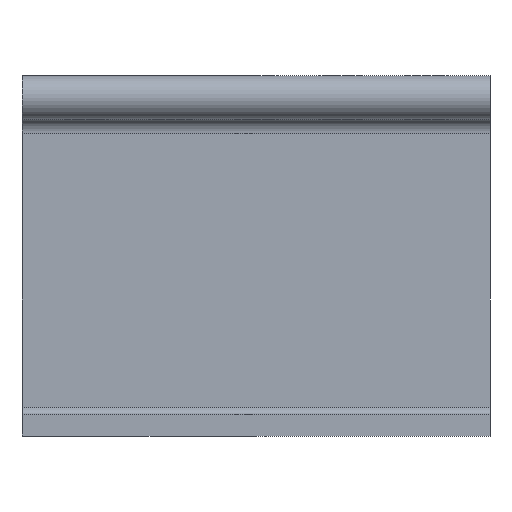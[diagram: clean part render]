
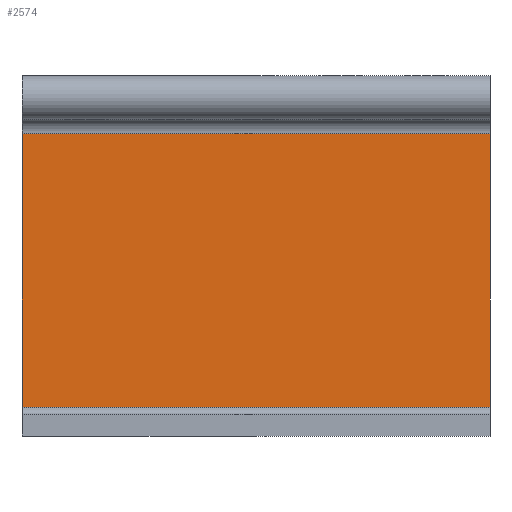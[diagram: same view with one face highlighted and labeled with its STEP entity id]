
A CAD part, left-side view. The second image highlights one B-rep face of the part: STEP entity #2574.
In plain terms, the highlighted planar face has unit normal (-1, 0, 0).
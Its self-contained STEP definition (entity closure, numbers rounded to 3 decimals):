
#115=PLANE('',#2822);
#234=FACE_OUTER_BOUND('',#380,.T.);
#380=EDGE_LOOP('',(#2257,#2258,#2259,#2260));
#615=LINE('',#4185,#867);
#635=LINE('',#4251,#887);
#653=LINE('',#4299,#905);
#655=LINE('',#4302,#907);
#867=VECTOR('',#3427,7.6);
#887=VECTOR('',#3485,7.6);
#905=VECTOR('',#3535,13.);
#907=VECTOR('',#3539,13.);
#1246=VERTEX_POINT('',#4182);
#1247=VERTEX_POINT('',#4184);
#1273=VERTEX_POINT('',#4248);
#1274=VERTEX_POINT('',#4250);
#1587=EDGE_CURVE('',#1247,#1246,#615,.T.);
#1620=EDGE_CURVE('',#1274,#1273,#635,.T.);
#1645=EDGE_CURVE('',#1273,#1247,#653,.T.);
#1647=EDGE_CURVE('',#1274,#1246,#655,.T.);
#2257=ORIENTED_EDGE('',*,*,#1587,.T.);
#2258=ORIENTED_EDGE('',*,*,#1647,.F.);
#2259=ORIENTED_EDGE('',*,*,#1620,.T.);
#2260=ORIENTED_EDGE('',*,*,#1645,.T.);
#2574=ADVANCED_FACE('',(#234),#115,.T.);
#2822=AXIS2_PLACEMENT_3D('',#4301,#3537,#3538);
#3427=DIRECTION('',(0.,0.,-1.));
#3485=DIRECTION('',(0.,0.,1.));
#3535=DIRECTION('',(0.,1.,0.));
#3537=DIRECTION('center_axis',(-1.,0.,0.));
#3538=DIRECTION('ref_axis',(0.,0.,1.));
#3539=DIRECTION('',(0.,1.,0.));
#4182=CARTESIAN_POINT('',(-7.1,6.5,0.8));
#4184=CARTESIAN_POINT('',(-7.1,6.5,8.4));
#4185=CARTESIAN_POINT('',(-7.1,6.5,8.4));
#4248=CARTESIAN_POINT('',(-7.1,-6.5,8.4));
#4250=CARTESIAN_POINT('',(-7.1,-6.5,0.8));
#4251=CARTESIAN_POINT('',(-7.1,-6.5,0.8));
#4299=CARTESIAN_POINT('',(-7.1,-6.5,8.4));
#4301=CARTESIAN_POINT('Origin',(-7.1,-6.5,8.4));
#4302=CARTESIAN_POINT('',(-7.1,-6.5,0.8));
